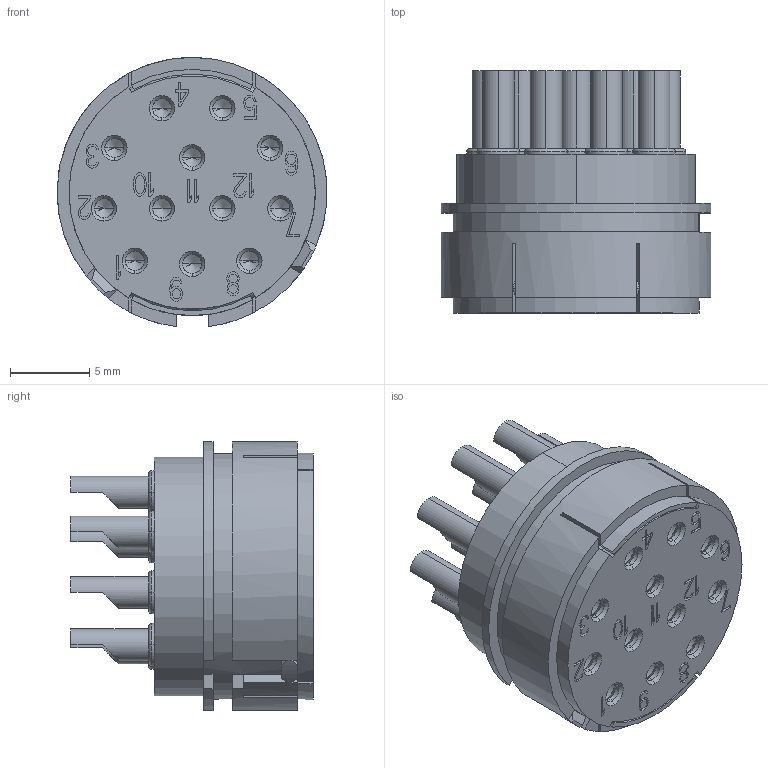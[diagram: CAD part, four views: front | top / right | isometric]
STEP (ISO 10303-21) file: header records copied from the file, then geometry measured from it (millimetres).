
FILE_DESCRIPTION((''),'2;1');
FILE_NAME('HR23-012R-FST','2017-07-24T',('tc.chen'),(''),'PRO/ENGINEER BY PARAMETRIC TECHNOLOGY CORPORATION, 2012480','PRO/ENGINEER BY PARAMETRIC TECHNOLOGY CORPORATION, 2012480','');
FILE_SCHEMA(('AUTOMOTIVE_DESIGN { 1 0 10303 214 1 1 1 1 }'));
Length unit declared in the file: millimetre
Products named in the file (1): HR23-012R-FST
Bounding box: 16.98 x 15.25 x 16.94 mm (x, y, z)
Volume: 1847 mm3; surface area: 4021.2 mm2
Topology: 1 solids, 1 shells, 1748 faces, 4924 edges, 3210 vertices
Faces by surface type: plane 1247, cylinder 275, cone 146, torus 80
Entity records: 56535 total; most frequent: CARTESIAN_POINT 10972, ORIENTED_EDGE 9752, DIRECTION 9163, EDGE_CURVE 4876, VECTOR 3661, LINE 3661, VERTEX_POINT 3210, AXIS2_PLACEMENT_3D 2751
